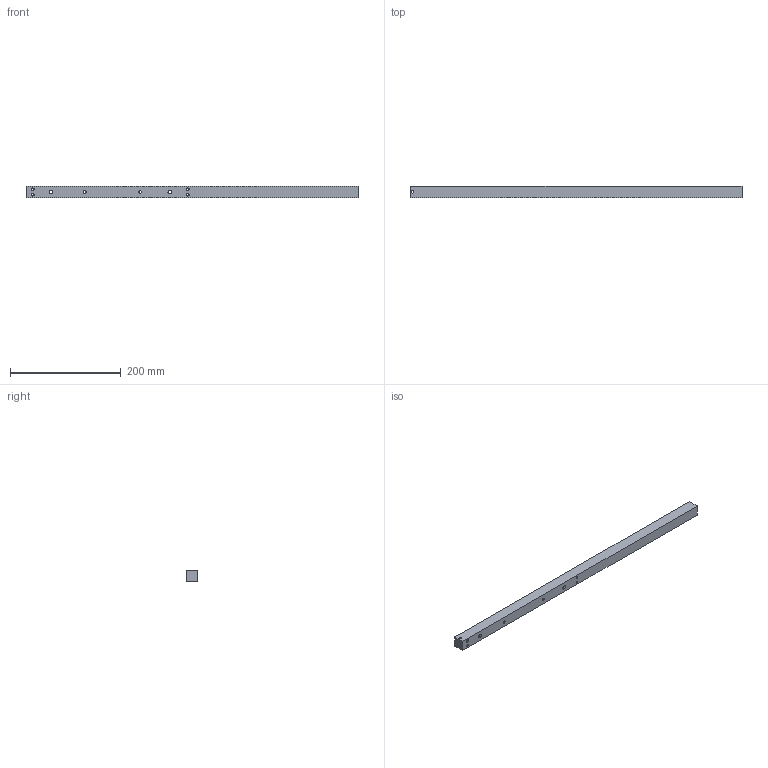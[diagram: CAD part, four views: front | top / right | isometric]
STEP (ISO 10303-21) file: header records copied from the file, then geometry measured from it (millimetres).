
FILE_DESCRIPTION (( 'STEP AP203' ), '1' );
FILE_NAME ('ROV-USI-026A-MAT AR.STEP', '2024-05-23T07:34:32', ( '' ), ( '' ), 'SwSTEP 2.0', 'SolidWorks 2016', '' );
FILE_SCHEMA (( 'CONFIG_CONTROL_DESIGN' ));
Length unit declared in the file: millimetre
Products named in the file (1): ROV-USI-026A-MAT AR
Bounding box: 600 x 20 x 20 mm (x, y, z)
Volume: 235087.9 mm3; surface area: 51706.1 mm2
Topology: 1 solids, 1 shells, 38 faces, 108 edges, 67 vertices
Faces by surface type: cylinder 20, cone 10, plane 8
Entity records: 1363 total; most frequent: CARTESIAN_POINT 256, DIRECTION 220, ORIENTED_EDGE 212, EDGE_CURVE 106, AXIS2_PLACEMENT_3D 87, VERTEX_POINT 67, EDGE_LOOP 53, CIRCLE 48
